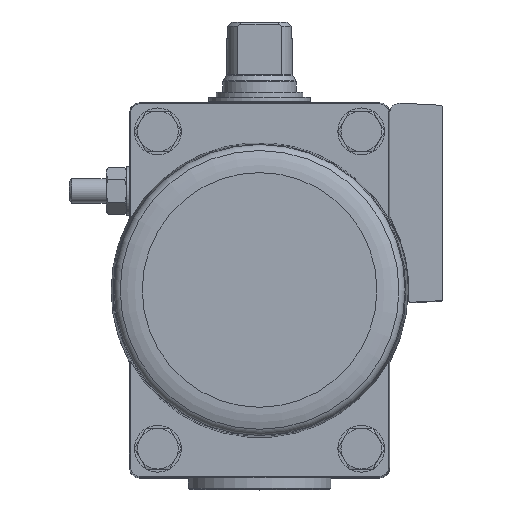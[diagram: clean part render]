
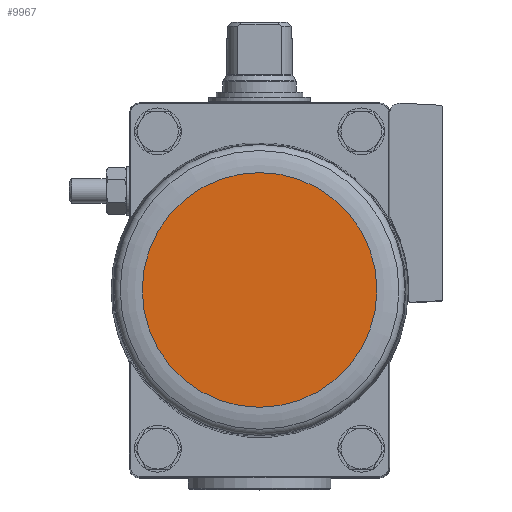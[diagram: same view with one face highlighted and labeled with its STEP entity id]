
A CAD part, top view. The second image highlights one B-rep face of the part: STEP entity #9967.
In plain terms, the highlighted planar face has unit normal (0, 0, 1).
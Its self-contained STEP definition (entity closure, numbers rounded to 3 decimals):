
#3659=ORIENTED_EDGE('',*,*,#5541,.T.);
#5541=EDGE_CURVE('',#6640,#6640,#7251,.T.);
#6640=VERTEX_POINT('',#16686);
#7251=CIRCLE('',#10977,28.85);
#7990=EDGE_LOOP('',(#3659));
#8878=FACE_BOUND('',#7990,.T.);
#9435=PLANE('',#10978);
#9967=ADVANCED_FACE('',(#8878),#9435,.F.);
#10977=AXIS2_PLACEMENT_3D('',#16685,#13262,#13263);
#10978=AXIS2_PLACEMENT_3D('',#16687,#13264,#13265);
#13262=DIRECTION('',(0.,0.,1.));
#13263=DIRECTION('',(1.,0.,0.));
#13264=DIRECTION('',(0.,0.,-1.));
#13265=DIRECTION('',(-1.,0.,0.));
#16685=CARTESIAN_POINT('',(0.,0.,85.2));
#16686=CARTESIAN_POINT('',(28.85,0.,85.2));
#16687=CARTESIAN_POINT('',(28.85,0.,85.2));
